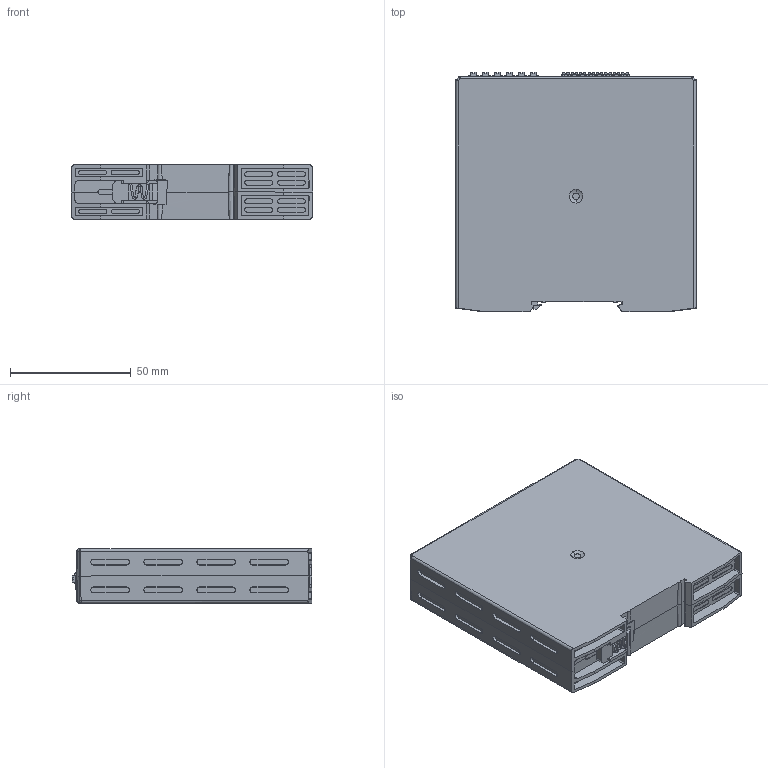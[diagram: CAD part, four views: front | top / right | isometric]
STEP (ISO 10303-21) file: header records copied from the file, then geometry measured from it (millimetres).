
FILE_DESCRIPTION((''),'2;1');
FILE_NAME('209269_SM01_ASM','2022-07-08T12:00:21',('PDMAdmin'),('BANNER ENGINEERING'),'CREO PARAMETRIC BY PTC INC, 2019292','CREO PARAMETRIC BY PTC INC, 2019292','');
FILE_SCHEMA(('CONFIG_CONTROL_DESIGN'));
Length unit declared in the file: millimetre
Products named in the file (2): 209269_EP01; 209269_SM01_ASM
Assembly tree (1 placements, depth 2):
  209269_SM01_ASM
    209269_EP01
Bounding box: 100 x 99.54 x 22.5 mm (x, y, z)
Volume: 210597.6 mm3; surface area: 31960.1 mm2
Topology: 9 solids, 9 shells, 1163 faces, 3308 edges, 2191 vertices
Faces by surface type: plane 796, cylinder 256, bspline 67, cone 28, sphere 16
Entity records: 44226 total; most frequent: CARTESIAN_POINT 14341, ORIENTED_EDGE 6608, DIRECTION 5647, EDGE_CURVE 3304, VECTOR 2297, LINE 2297, VERTEX_POINT 2191, AXIS2_PLACEMENT_3D 1675
